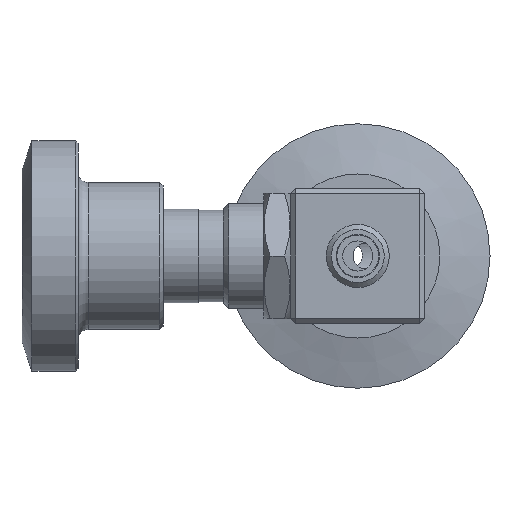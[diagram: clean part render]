
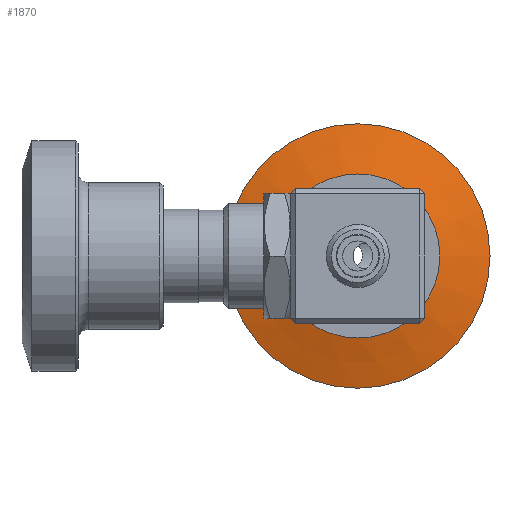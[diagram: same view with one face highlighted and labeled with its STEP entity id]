
A CAD part, left-side view. The second image highlights one B-rep face of the part: STEP entity #1870.
In plain terms, the highlighted conical face has half-angle 75 degrees and reference radius 16.211 mm.
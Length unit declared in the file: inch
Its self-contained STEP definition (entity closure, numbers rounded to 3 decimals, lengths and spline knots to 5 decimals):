
#293=CONICAL_SURFACE('',#2081,0.63822,1.309);
#344=FACE_BOUND('',#659,.T.);
#488=FACE_OUTER_BOUND('',#658,.T.);
#658=EDGE_LOOP('',(#1540));
#659=EDGE_LOOP('',(#1541));
#742=CIRCLE('',#2082,0.48894);
#743=CIRCLE('',#2083,0.7875);
#893=VERTEX_POINT('',#3188);
#894=VERTEX_POINT('',#3190);
#1111=EDGE_CURVE('',#893,#893,#742,.T.);
#1112=EDGE_CURVE('',#894,#894,#743,.T.);
#1540=ORIENTED_EDGE('',*,*,#1111,.F.);
#1541=ORIENTED_EDGE('',*,*,#1112,.F.);
#1870=ADVANCED_FACE('',(#488,#344),#293,.T.);
#2081=AXIS2_PLACEMENT_3D('',#3187,#2588,#2589);
#2082=AXIS2_PLACEMENT_3D('',#3189,#2590,#2591);
#2083=AXIS2_PLACEMENT_3D('',#3191,#2592,#2593);
#2588=DIRECTION('center_axis',(1.,0.,0.));
#2589=DIRECTION('ref_axis',(0.,1.,0.));
#2590=DIRECTION('center_axis',(-1.,0.,0.));
#2591=DIRECTION('ref_axis',(0.,1.,0.));
#2592=DIRECTION('center_axis',(1.,0.,0.));
#2593=DIRECTION('ref_axis',(0.,0.,1.));
#3187=CARTESIAN_POINT('Origin',(1.1185,0.,0.));
#3188=CARTESIAN_POINT('',(1.0785,0.48894,0.));
#3189=CARTESIAN_POINT('Origin',(1.0785,0.,0.));
#3190=CARTESIAN_POINT('',(1.1585,0.7875,0.));
#3191=CARTESIAN_POINT('Origin',(1.1585,0.,0.));
